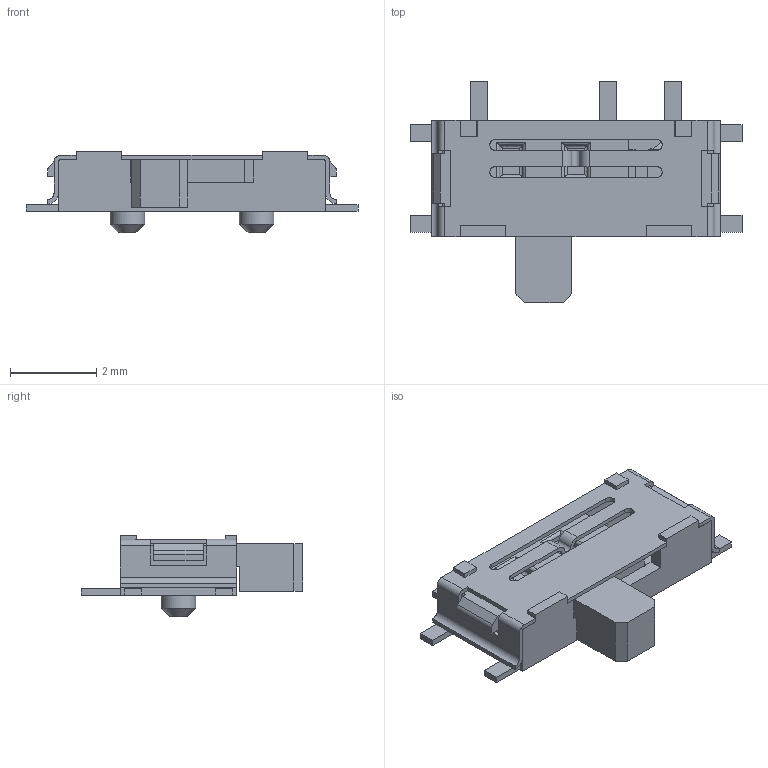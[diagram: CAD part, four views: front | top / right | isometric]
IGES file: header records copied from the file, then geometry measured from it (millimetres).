
Start section: C
Global section: file name: 450404015514.igs; native system: By Siemens PLM Incorporated; preprocessor: XPlus GENERIC/IGES 17.0.49; author: Wladimir Jelisarow; organization: Würth Elektronik eiSos; date: 20151118.110035; units: millimetre
Bounding box: 7.7 x 5.13 x 1.9 mm (x, y, z)
Volume: 20.5 mm3; surface area: 206.5 mm2
Topology: 9 solids, 9 shells, 318 faces, 868 edges, 570 vertices
Faces by surface type: bspline 318
